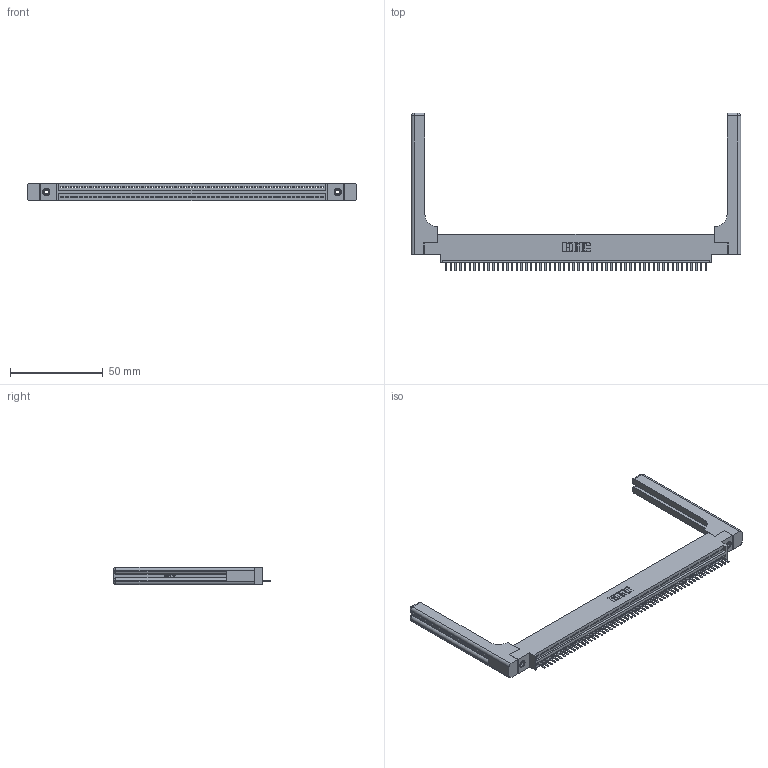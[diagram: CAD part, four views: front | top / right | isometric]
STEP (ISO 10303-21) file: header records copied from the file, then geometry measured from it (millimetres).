
FILE_DESCRIPTION (( 'STEP AP203' ), '1' );
FILE_NAME ('345-056-520-658.STEP', '2019-10-10T05:19:58', ( '' ), ( '' ), 'SwSTEP 2.0', 'SolidWorks 2016', '' );
FILE_SCHEMA (( 'CONFIG_CONTROL_DESIGN' ));
Length unit declared in the file: inch
Products named in the file (5): 345-056-520-658; 345-220-058_345-220-058; 345-292-001_345-293-120; 345 Part_0.170 Offset - 0.156 Dia-TH; 345-250-001_345-250-001-102
Assembly tree (61 placements, depth 2):
  345-056-520-658
    345 Part_0.170 Offset - 0.156 Dia-TH
    345-292-001_345-293-120  x56
    345-250-001_345-250-001-102  x2
    345-220-058_345-220-058  x2
Bounding box: 177.27 x 84.96 x 9.4 mm (x, y, z)
Volume: 25182.1 mm3; surface area: 27257.9 mm2
Topology: 61 solids, 61 shells, 3858 faces, 11323 edges, 7378 vertices
Faces by surface type: plane 2584, cylinder 1214, bspline 36, cone 12, sphere 8, torus 4
Entity records: 45690 total; most frequent: CARTESIAN_POINT 8897, ORIENTED_EDGE 7672, DIRECTION 6684, EDGE_CURVE 3836, VECTOR 3384, LINE 3384, VERTEX_POINT 2546, AXIS2_PLACEMENT_3D 1650
